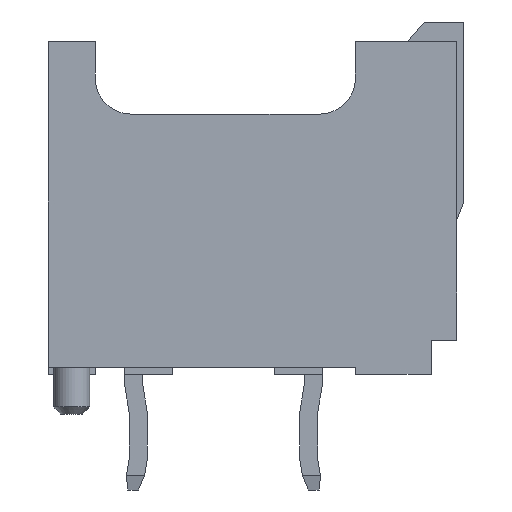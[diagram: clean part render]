
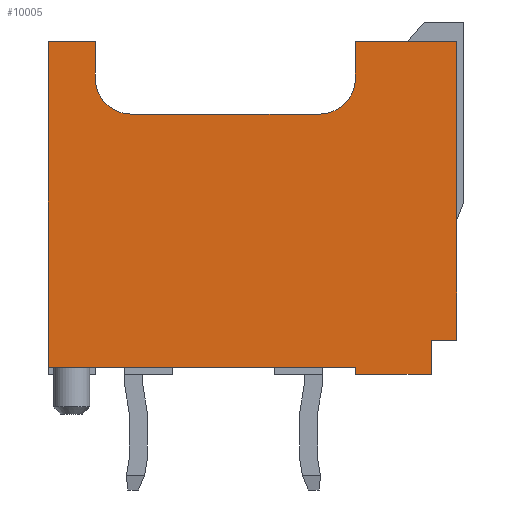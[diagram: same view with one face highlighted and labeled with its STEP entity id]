
A CAD part, left-side view. The second image highlights one B-rep face of the part: STEP entity #10005.
In plain terms, the highlighted face is planar.
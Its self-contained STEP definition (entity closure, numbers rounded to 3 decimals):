
#31=CIRCLE('',#10409,1.);
#32=CIRCLE('',#10410,1.);
#1352=ORIENTED_EDGE('',*,*,#2828,.T.);
#1353=ORIENTED_EDGE('',*,*,#2829,.T.);
#1354=ORIENTED_EDGE('',*,*,#2517,.T.);
#1355=ORIENTED_EDGE('',*,*,#2514,.F.);
#1356=ORIENTED_EDGE('',*,*,#2830,.F.);
#1357=ORIENTED_EDGE('',*,*,#2831,.F.);
#1358=ORIENTED_EDGE('',*,*,#2832,.F.);
#1359=ORIENTED_EDGE('',*,*,#2718,.F.);
#1360=ORIENTED_EDGE('',*,*,#2833,.F.);
#1361=ORIENTED_EDGE('',*,*,#2834,.F.);
#1362=ORIENTED_EDGE('',*,*,#2835,.F.);
#1363=ORIENTED_EDGE('',*,*,#2836,.F.);
#1364=ORIENTED_EDGE('',*,*,#2837,.F.);
#1365=ORIENTED_EDGE('',*,*,#2838,.F.);
#2514=EDGE_CURVE('',#3392,#3385,#4196,.T.);
#2517=EDGE_CURVE('',#3394,#3385,#4199,.T.);
#2718=EDGE_CURVE('',#3536,#3529,#4394,.T.);
#2828=EDGE_CURVE('',#3607,#3608,#4504,.T.);
#2829=EDGE_CURVE('',#3608,#3394,#4505,.T.);
#2830=EDGE_CURVE('',#3609,#3392,#4506,.T.);
#2831=EDGE_CURVE('',#3610,#3609,#4507,.T.);
#2832=EDGE_CURVE('',#3529,#3610,#4508,.T.);
#2833=EDGE_CURVE('',#3611,#3536,#4509,.T.);
#2834=EDGE_CURVE('',#3612,#3611,#31,.T.);
#2835=EDGE_CURVE('',#3613,#3612,#4510,.T.);
#2836=EDGE_CURVE('',#3614,#3613,#32,.T.);
#2837=EDGE_CURVE('',#3615,#3614,#4511,.T.);
#2838=EDGE_CURVE('',#3607,#3615,#4512,.T.);
#3385=VERTEX_POINT('',#13228);
#3392=VERTEX_POINT('',#13241);
#3394=VERTEX_POINT('',#13246);
#3529=VERTEX_POINT('',#13650);
#3536=VERTEX_POINT('',#13664);
#3607=VERTEX_POINT('',#13883);
#3608=VERTEX_POINT('',#13884);
#3609=VERTEX_POINT('',#13887);
#3610=VERTEX_POINT('',#13889);
#3611=VERTEX_POINT('',#13892);
#3612=VERTEX_POINT('',#13894);
#3613=VERTEX_POINT('',#13896);
#3614=VERTEX_POINT('',#13898);
#3615=VERTEX_POINT('',#13900);
#4196=LINE('',#13242,#5203);
#4199=LINE('',#13248,#5206);
#4394=LINE('',#13665,#5401);
#4504=LINE('',#13882,#5511);
#4505=LINE('',#13885,#5512);
#4506=LINE('',#13886,#5513);
#4507=LINE('',#13888,#5514);
#4508=LINE('',#13890,#5515);
#4509=LINE('',#13891,#5516);
#4510=LINE('',#13895,#5517);
#4511=LINE('',#13899,#5518);
#4512=LINE('',#13901,#5519);
#5203=VECTOR('',#11285,1000.);
#5206=VECTOR('',#11290,1000.);
#5401=VECTOR('',#11645,1000.);
#5511=VECTOR('',#11829,1000.);
#5512=VECTOR('',#11830,1000.);
#5513=VECTOR('',#11831,1000.);
#5514=VECTOR('',#11832,1000.);
#5515=VECTOR('',#11833,1000.);
#5516=VECTOR('',#11834,1000.);
#5517=VECTOR('',#11837,1000.);
#5518=VECTOR('',#11840,1000.);
#5519=VECTOR('',#11841,1000.);
#6038=EDGE_LOOP('',(#1352,#1353,#1354,#1355,#1356,#1357,#1358,#1359,#1360,
#1361,#1362,#1363,#1364,#1365));
#6464=FACE_BOUND('',#6038,.T.);
#6886=PLANE('',#10408);
#10005=ADVANCED_FACE('',(#6464),#6886,.T.);
#10408=AXIS2_PLACEMENT_3D('',#13881,#11827,#11828);
#10409=AXIS2_PLACEMENT_3D('',#13893,#11835,#11836);
#10410=AXIS2_PLACEMENT_3D('',#13897,#11838,#11839);
#11285=DIRECTION('',(0.,0.,-1.));
#11290=DIRECTION('',(0.,1.,0.));
#11645=DIRECTION('',(0.,0.,1.));
#11827=DIRECTION('',(1.,0.,0.));
#11828=DIRECTION('',(0.,0.,-1.));
#11829=DIRECTION('',(0.,1.,0.));
#11830=DIRECTION('',(0.,0.,1.));
#11831=DIRECTION('',(0.,1.,0.));
#11832=DIRECTION('',(0.,0.,-1.));
#11833=DIRECTION('',(0.,1.,0.));
#11834=DIRECTION('',(0.,-1.,0.));
#11835=DIRECTION('',(1.,0.,0.));
#11836=DIRECTION('',(0.,-1.,0.));
#11837=DIRECTION('',(0.,0.,1.));
#11838=DIRECTION('',(1.,0.,0.));
#11839=DIRECTION('',(0.,-1.,0.));
#11840=DIRECTION('',(0.,1.,0.));
#11841=DIRECTION('',(0.,0.,1.));
#13228=CARTESIAN_POINT('',(6.7,4.875,2.75));
#13241=CARTESIAN_POINT('',(6.7,4.875,4.85));
#13242=CARTESIAN_POINT('',(6.7,4.875,5.75));
#13246=CARTESIAN_POINT('',(6.7,4.675,2.75));
#13248=CARTESIAN_POINT('',(6.7,4.675,2.75));
#13650=CARTESIAN_POINT('',(6.7,-4.325,5.55));
#13664=CARTESIAN_POINT('',(6.7,-4.325,2.75));
#13665=CARTESIAN_POINT('',(6.7,-4.325,5.75));
#13881=CARTESIAN_POINT('',(6.7,-4.875,5.75));
#13882=CARTESIAN_POINT('',(6.7,-4.875,-5.75));
#13883=CARTESIAN_POINT('',(6.7,-4.325,-5.75));
#13884=CARTESIAN_POINT('',(6.7,4.675,-5.75));
#13885=CARTESIAN_POINT('',(6.7,4.675,-4.45));
#13886=CARTESIAN_POINT('',(6.7,3.925,4.85));
#13887=CARTESIAN_POINT('',(6.7,3.925,4.85));
#13888=CARTESIAN_POINT('',(6.7,3.925,5.55));
#13889=CARTESIAN_POINT('',(6.7,3.925,5.55));
#13890=CARTESIAN_POINT('',(6.7,0.625,5.55));
#13891=CARTESIAN_POINT('',(6.7,-3.325,2.75));
#13892=CARTESIAN_POINT('',(6.7,-3.325,2.75));
#13893=CARTESIAN_POINT('',(6.7,-3.325,1.75));
#13894=CARTESIAN_POINT('',(6.7,-2.325,1.75));
#13895=CARTESIAN_POINT('',(6.7,-2.325,-3.45));
#13896=CARTESIAN_POINT('',(6.7,-2.325,-3.45));
#13897=CARTESIAN_POINT('',(6.7,-3.325,-3.45));
#13898=CARTESIAN_POINT('',(6.7,-3.325,-4.45));
#13899=CARTESIAN_POINT('',(6.7,-4.325,-4.45));
#13900=CARTESIAN_POINT('',(6.7,-4.325,-4.45));
#13901=CARTESIAN_POINT('',(6.7,-4.325,-5.75));
